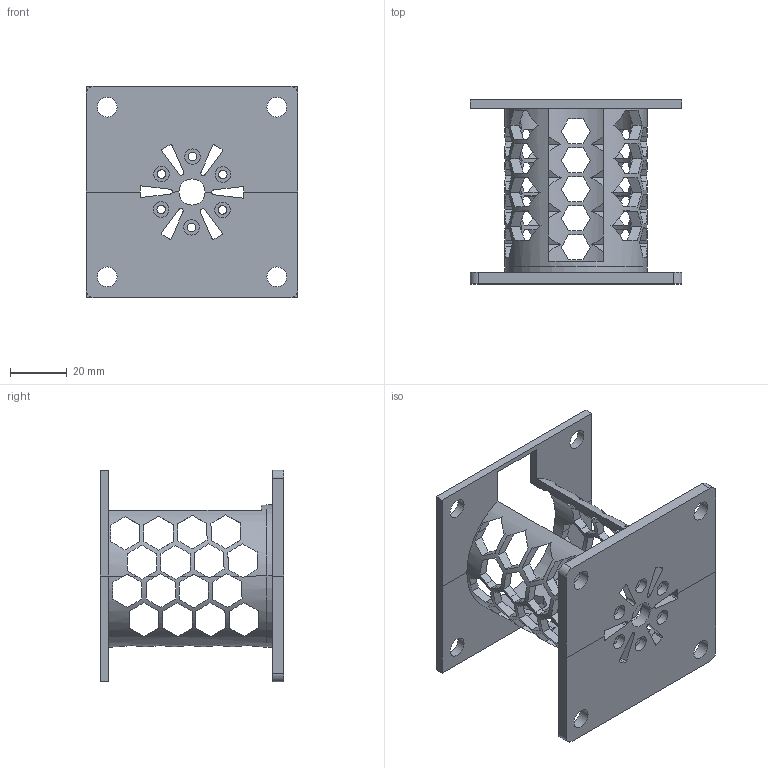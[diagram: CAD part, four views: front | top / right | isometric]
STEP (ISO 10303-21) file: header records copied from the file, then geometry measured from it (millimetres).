
FILE_DESCRIPTION(/* description */ (''),/* implementation_level */ '2;1');
FILE_NAME(/* name */ 'Housing_BrushlessDCMotor_27Aug24 v9.step',/* time_stamp */ '2025-09-03T10:24:15-04:00',/* author */ (''),/* organization */ (''),/* preprocessor_version */ 'ST-DEVELOPER v20.1',/* originating_system */ 'Autodesk Translation Framework v14.10.0.0',/* authorisation */ '');
FILE_SCHEMA (('AUTOMOTIVE_DESIGN { 1 0 10303 214 3 1 1 }'));
Length unit declared in the file: millimetre
Products named in the file (1): Housing_BrushlessDCMotor_27Aug24
Bounding box: 75 x 65.02 x 75 mm (x, y, z)
Volume: 42082.9 mm3; surface area: 35274.8 mm2
Topology: 4 solids, 4 shells, 412 faces, 1224 edges, 816 vertices
Faces by surface type: plane 358, cylinder 54
Full cylindrical faces by diameter (mm): 3 x6, 5.5 x6, 7 x8
Entity records: 14326 total; most frequent: DIRECTION 2678, CARTESIAN_POINT 2453, ORIENTED_EDGE 2448, EDGE_CURVE 1224, AXIS2_PLACEMENT_3D 1041, VERTEX_POINT 816, LINE 596, VECTOR 596
